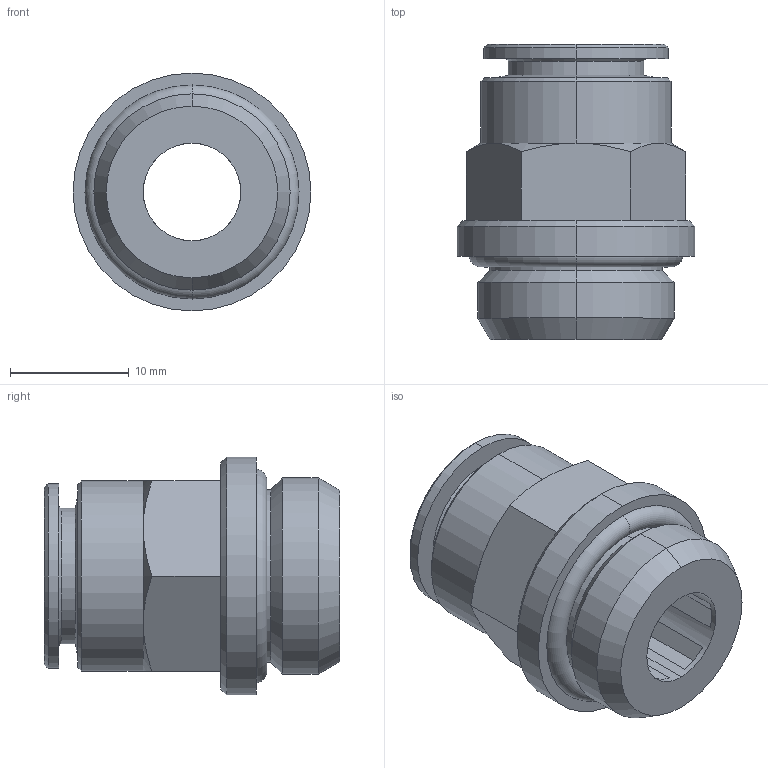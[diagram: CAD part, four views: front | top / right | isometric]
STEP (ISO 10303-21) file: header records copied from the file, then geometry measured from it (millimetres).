
FILE_DESCRIPTION (( 'STEP AP203' ), '1' );
FILE_NAME ('A0020053.STEP', '2009-01-20T08:43:36', ( '' ), ( 'sopra-pneumatic' ), 'SwSTEP 2.0', 'SolidWorks 2008', '' );
FILE_SCHEMA (( 'CONFIG_CONTROL_DESIGN' ));
Length unit declared in the file: millimetre
Products named in the file (1): A0020053
Bounding box: 20 x 24.8 x 20 mm (x, y, z)
Volume: 3446.5 mm3; surface area: 2704.7 mm2
Topology: 1 solids, 1 shells, 72 faces, 168 edges, 102 vertices
Faces by surface type: plane 30, cone 24, cylinder 16, torus 2
Entity records: 2177 total; most frequent: CARTESIAN_POINT 447, DIRECTION 358, ORIENTED_EDGE 336, EDGE_CURVE 168, AXIS2_PLACEMENT_3D 141, VERTEX_POINT 102, EDGE_LOOP 78, VECTOR 76
